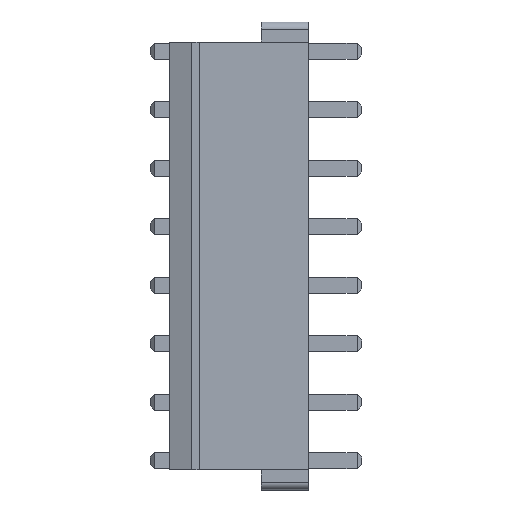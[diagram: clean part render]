
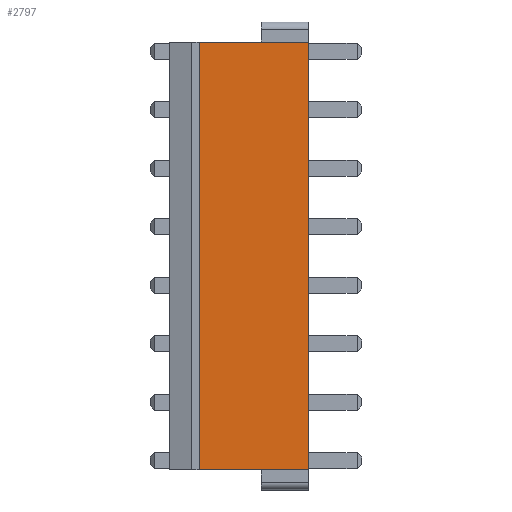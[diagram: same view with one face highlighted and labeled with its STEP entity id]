
A CAD part, top view. The second image highlights one B-rep face of the part: STEP entity #2797.
In plain terms, the highlighted planar face has unit normal (0, 0, 1).
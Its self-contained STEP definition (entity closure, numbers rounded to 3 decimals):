
#211=FACE_OUTER_BOUND('',#391,.T.);
#391=EDGE_LOOP('',(#2455,#2456,#2457,#2458));
#724=LINE('',#4391,#1090);
#745=LINE('',#4438,#1111);
#754=LINE('',#4455,#1120);
#759=LINE('',#4465,#1125);
#1090=VECTOR('',#3626,10.);
#1111=VECTOR('',#3669,10.);
#1120=VECTOR('',#3680,10.);
#1125=VECTOR('',#3693,10.);
#1332=VERTEX_POINT('',#4388);
#1333=VERTEX_POINT('',#4390);
#1348=VERTEX_POINT('',#4436);
#1355=VERTEX_POINT('',#4454);
#1689=EDGE_CURVE('',#1333,#1332,#724,.T.);
#1713=EDGE_CURVE('',#1332,#1348,#745,.T.);
#1722=EDGE_CURVE('',#1355,#1333,#754,.T.);
#1727=EDGE_CURVE('',#1355,#1348,#759,.T.);
#2455=ORIENTED_EDGE('',*,*,#1713,.T.);
#2456=ORIENTED_EDGE('',*,*,#1727,.F.);
#2457=ORIENTED_EDGE('',*,*,#1722,.T.);
#2458=ORIENTED_EDGE('',*,*,#1689,.T.);
#2633=PLANE('',#2989);
#2797=ADVANCED_FACE('',(#211),#2633,.T.);
#2989=AXIS2_PLACEMENT_3D('',#4464,#3691,#3692);
#3626=DIRECTION('',(0.,1.,0.));
#3669=DIRECTION('',(-1.,0.,0.));
#3680=DIRECTION('',(1.,0.,0.));
#3691=DIRECTION('center_axis',(0.,0.,1.));
#3692=DIRECTION('ref_axis',(1.,0.,0.));
#3693=DIRECTION('',(0.,1.,0.));
#4388=CARTESIAN_POINT('',(0.,14.48,8.));
#4390=CARTESIAN_POINT('',(0.,-14.48,8.));
#4391=CARTESIAN_POINT('',(0.,0.,8.));
#4436=CARTESIAN_POINT('',(-7.4,14.48,8.));
#4438=CARTESIAN_POINT('',(-3.7,14.48,8.));
#4454=CARTESIAN_POINT('',(-7.4,-14.48,8.));
#4455=CARTESIAN_POINT('',(-10.385,-14.48,8.));
#4464=CARTESIAN_POINT('Origin',(-7.4,0.,8.));
#4465=CARTESIAN_POINT('',(-7.4,0.,8.));
